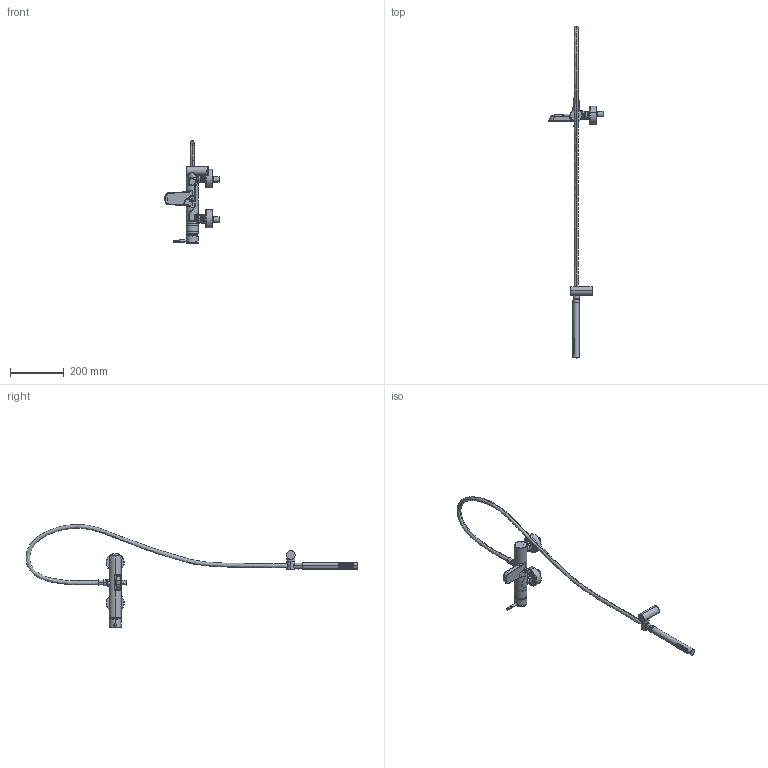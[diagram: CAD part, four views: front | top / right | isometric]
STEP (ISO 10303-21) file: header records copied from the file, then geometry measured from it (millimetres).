
FILE_DESCRIPTION (( 'STEP AP203' ), '1' );
FILE_NAME ('39CP07416.STEP', '2023-10-25T09:07:48', ( '' ), ( '' ), 'SwSTEP 2.0', 'SolidWorks 2021', '' );
FILE_SCHEMA (( 'CONFIG_CONTROL_DESIGN' ));
Length unit declared in the file: millimetre
Products named in the file (1): 39CP07416
Bounding box: 200.34 x 1231.1 x 381.66 mm (x, y, z)
Volume: 637937.5 mm3; surface area: 306490 mm2
Topology: 18 solids, 19 shells, 1400 faces, 3327 edges, 2105 vertices
Faces by surface type: cylinder 450, plane 396, cone 336, bspline 113, torus 82, sphere 23
Entity records: 63876 total; most frequent: CARTESIAN_POINT 32797, ORIENTED_EDGE 6600, DIRECTION 6155, EDGE_CURVE 3300, AXIS2_PLACEMENT_3D 2456, VERTEX_POINT 2102, EDGE_LOOP 1608, FACE_OUTER_BOUND 1400
